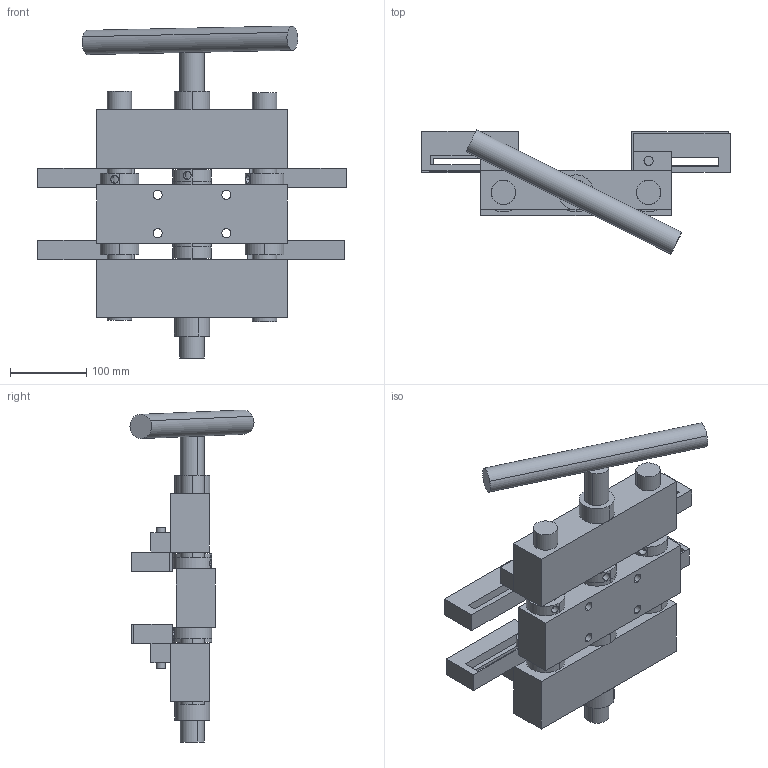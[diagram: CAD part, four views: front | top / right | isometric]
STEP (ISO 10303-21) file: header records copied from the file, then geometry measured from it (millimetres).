
FILE_DESCRIPTION (( 'STEP AP203' ), '1' );
FILE_NAME ('ViseAssembly.STEP', '2012-06-07T22:47:49', ( '' ), ( '' ), 'SwSTEP 2.0', 'SolidWorks 2010', '' );
FILE_SCHEMA (( 'CONFIG_CONTROL_DESIGN' ));
Length unit declared in the file: millimetre
Products named in the file (12): SupportShaft; FixedBlock; ThreadedRod; MediumShaftCollar; SupportThrustWasher; Handle; ViseAssembly; MovingBlock; ClampJaw; LongScrew; LargeNut; ClampBlock
Assembly tree (29 placements, depth 2):
  ViseAssembly
    ClampBlock  x4
    MediumShaftCollar  x6
    Handle
    ClampJaw  x4
    LargeNut  x2
    MovingBlock  x2
    LongScrew  x4
    SupportShaft  x2
    ThreadedRod
    SupportThrustWasher  x2
    FixedBlock
Bounding box: 404 x 162.44 x 434.74 mm (x, y, z)
Volume: 4126432 mm3; surface area: 616853.9 mm2
Topology: 29 solids, 29 shells, 264 faces, 600 edges, 400 vertices
Faces by surface type: plane 146, cylinder 118
Entity records: 5055 total; most frequent: CARTESIAN_POINT 689, DIRECTION 611, ORIENTED_EDGE 474, AXIS2_PLACEMENT_3D 242, EDGE_CURVE 237, VERTEX_POINT 158, EDGE_LOOP 143, VECTOR 127
